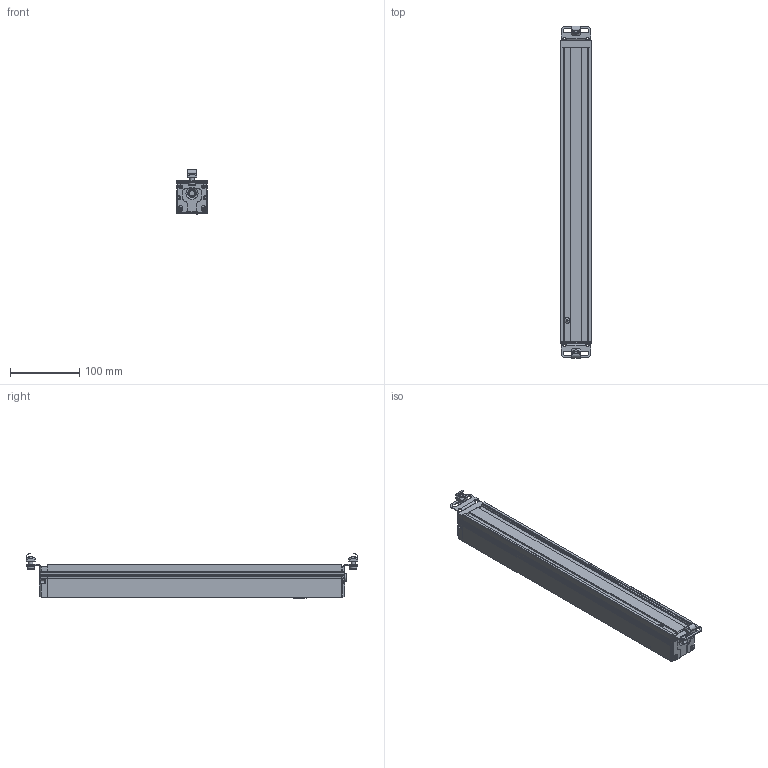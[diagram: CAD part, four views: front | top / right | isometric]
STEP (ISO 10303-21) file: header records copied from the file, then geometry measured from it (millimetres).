
FILE_DESCRIPTION(/* description */ ('mit Zentralschalter'),/* implementation_level */ '2;1');
FILE_NAME(/* name */ '320706-0.step',/* time_stamp */ '2021-09-06T12:54:10+02:00',/* author */ ('Muellerj'),/* organization */ (''),/* preprocessor_version */ 'ST-DEVELOPER v18.1',/* originating_system */ 'Autodesk Inventor 2021',/* authorisation */ '');
FILE_SCHEMA (('AUTOMOTIVE_DESIGN { 1 0 10303 214 3 1 1 }'));
Products named in the file (8): MTW_1-00028960; MTW_1-00056700; 21-1351-2FZ.005; MTW_1-00028924; Senkkopfschraube_DIN_7982_ISO_7050_2,9-9,5; 800_1323; leer; leer_1
Assembly tree (18 placements, depth 3):
  MTW_1-00028960
    MTW_1-00056700  x2
    21-1351-2FZ.005  x2
    MTW_1-00028924
      Senkkopfschraube_DIN_7982_ISO_7050_2,9-9,5  x8
      800_1323
    leer  x2
    leer_1  x2
Bounding box: 44.16 x 478.8 x 64.52 mm (x, y, z)
Volume: 8046.1 mm3; surface area: 193766.4 mm2
Topology: 16 solids, 105 shells, 3785 faces, 15471 edges, 11272 vertices
Faces by surface type: plane 1658, cylinder 848, bspline 779, torus 324, cone 140, sphere 36
Full cylindrical faces by diameter (mm): 2.2 x1, 2.5 x16, 2.9 x9, 5.5 x24, 6 x4, 6.4 x2, 8 x1, 8.5 x1, 10 x2, 12 x3, 38.6 x8
Entity records: 172153 total; most frequent: CARTESIAN_POINT 59093, ORIENTED_EDGE 21432, DIRECTION 19714, EDGE_CURVE 14438, VERTEX_POINT 10624, LINE 8370, VECTOR 8370, AXIS2_PLACEMENT_3D 5672
